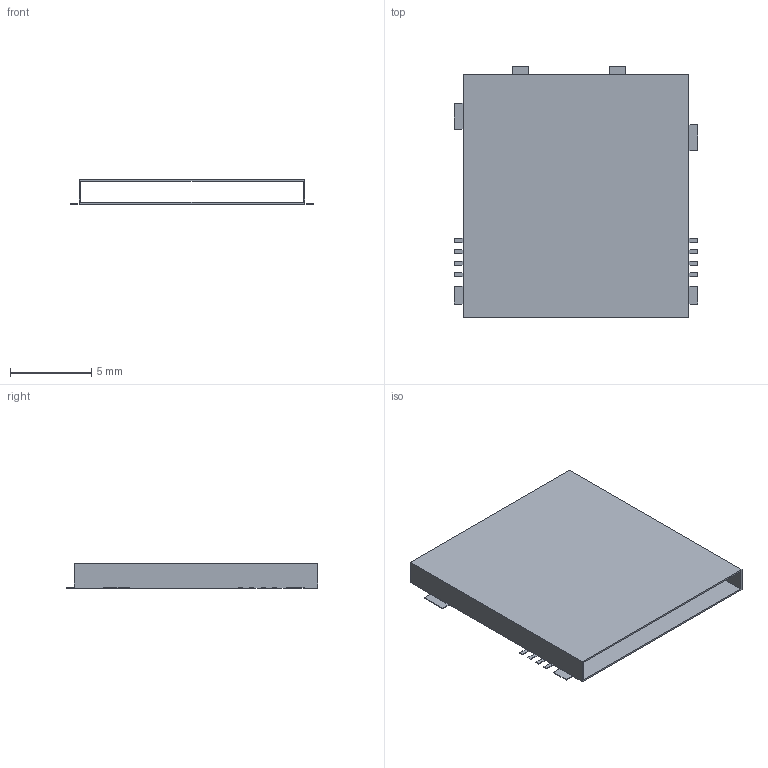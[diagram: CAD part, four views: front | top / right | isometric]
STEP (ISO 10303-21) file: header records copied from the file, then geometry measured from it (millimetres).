
FILE_DESCRIPTION( ( '' ), ' ' );
FILE_NAME( '5968de1306abdd0f88080550.step', '2017-07-14T15:07:00', ( '' ), ( '' ), ' ', ' ', ' ' );
FILE_SCHEMA( ( 'AUTOMOTIVE_DESIGN { 1 0 10303 214 1 1 1 1 }' ) );
Length unit declared in the file: metre
Products named in the file (1): Open CASCADE STEP translator 6.8 1
Bounding box: 15 x 15.5 x 1.53 mm (x, y, z)
Volume: 45.8 mm3; surface area: 929.8 mm2
Topology: 1 solids, 1 shells, 94 faces, 248 edges, 156 vertices
Faces by surface type: plane 94
Entity records: 4820 total; most frequent: CARTESIAN_POINT 499, ORIENTED_EDGE 496, DIRECTION 438, STYLED_ITEM 342, PRESENTATION_STYLE_ASSIGNMENT 342, COLOUR_RGB 342, EDGE_CURVE 248, CURVE_STYLE 248
